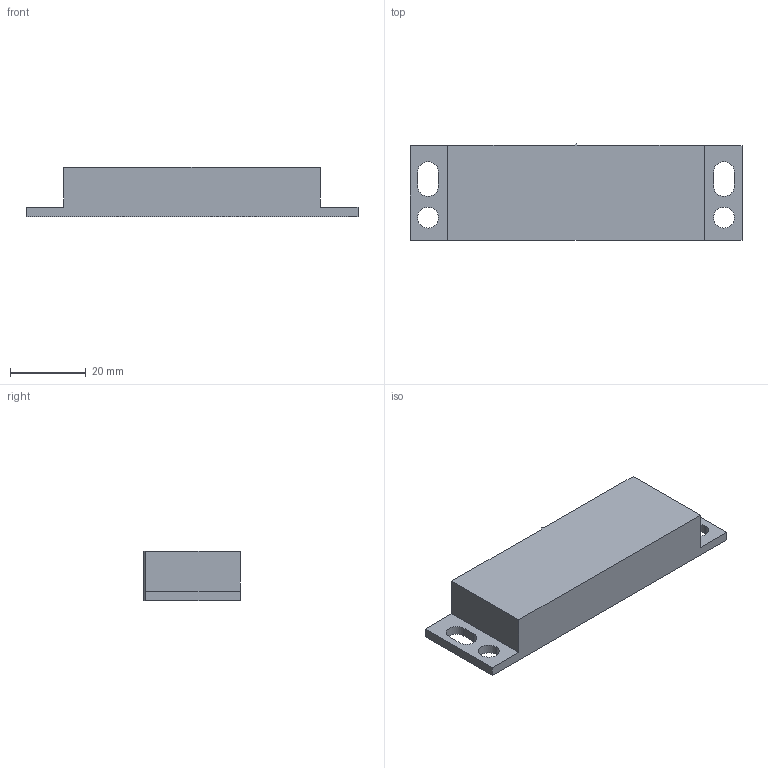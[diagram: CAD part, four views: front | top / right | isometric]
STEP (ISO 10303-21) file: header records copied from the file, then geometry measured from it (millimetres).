
FILE_DESCRIPTION((''),'2;1');
FILE_NAME('DM_CAD-2094','2015-03-20T',('Creinig-se'),(''),'PRO/ENGINEER BY PARAMETRIC TECHNOLOGY CORPORATION, 2013050','PRO/ENGINEER BY PARAMETRIC TECHNOLOGY CORPORATION, 2013050','');
FILE_SCHEMA(('CONFIG_CONTROL_DESIGN'));
Length unit declared in the file: millimetre
Products named in the file (1): DM_CAD-2094
Bounding box: 87.5 x 25.5 x 13 mm (x, y, z)
Volume: 22851.9 mm3; surface area: 6824.4 mm2
Topology: 1 solids, 1 shells, 25 faces, 69 edges, 46 vertices
Faces by surface type: plane 17, cylinder 8
Entity records: 1063 total; most frequent: CARTESIAN_POINT 140, ORIENTED_EDGE 138, DIRECTION 135, EDGE_CURVE 69, VECTOR 53, LINE 53, VERTEX_POINT 46, AXIS2_PLACEMENT_3D 41
